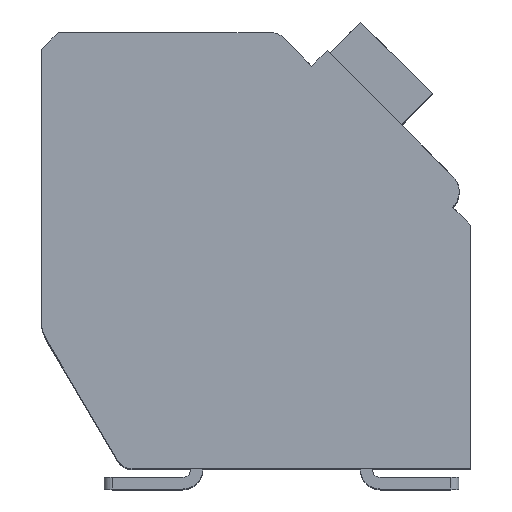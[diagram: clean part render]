
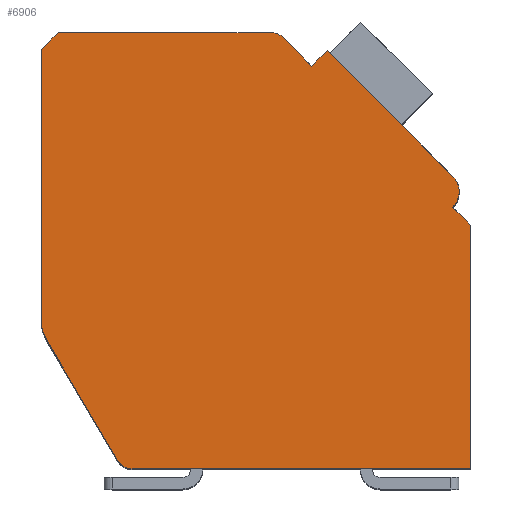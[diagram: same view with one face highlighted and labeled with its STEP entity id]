
A CAD part, top view. The second image highlights one B-rep face of the part: STEP entity #6906.
In plain terms, the highlighted planar face has unit normal (0, 0, 1).
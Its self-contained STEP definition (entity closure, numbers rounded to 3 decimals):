
#199=DIRECTION('',(0.,-1.,0.));
#200=VECTOR('',#199,8.053);
#201=CARTESIAN_POINT('',(-12.7,12.4,2.1));
#202=LINE('',#201,#200);
#203=DIRECTION('',(-0.707,-0.707,0.));
#204=VECTOR('',#203,0.707);
#205=CARTESIAN_POINT('',(-12.2,12.9,2.1));
#206=LINE('',#205,#204);
#207=DIRECTION('',(-1.,0.,0.));
#208=VECTOR('',#207,6.298);
#209=CARTESIAN_POINT('',(-5.902,12.9,2.1));
#210=LINE('',#209,#208);
#211=CARTESIAN_POINT('',(-5.902,12.4,2.1));
#212=DIRECTION('',(0.,0.,1.));
#213=DIRECTION('',(0.707,0.707,0.));
#214=AXIS2_PLACEMENT_3D('',#211,#212,#213);
#216=DIRECTION('',(-0.707,0.707,0.));
#217=VECTOR('',#216,1.197);
#218=CARTESIAN_POINT('',(-4.702,11.907,2.1));
#219=LINE('',#218,#217);
#220=DIRECTION('',(-0.707,-0.707,0.));
#221=VECTOR('',#220,0.65);
#222=CARTESIAN_POINT('',(-4.243,12.367,2.1));
#223=LINE('',#222,#221);
#224=DIRECTION('',(-0.707,0.707,0.));
#225=VECTOR('',#224,5.25);
#226=CARTESIAN_POINT('',(-0.53,8.655,2.1));
#227=LINE('',#226,#225);
#228=CARTESIAN_POINT('',(-0.99,8.195,2.1));
#229=DIRECTION('',(0.,0.,1.));
#230=DIRECTION('',(0.707,-0.707,0.));
#231=AXIS2_PLACEMENT_3D('',#228,#229,#230);
#233=DIRECTION('',(-0.707,0.707,0.));
#234=VECTOR('',#233,0.75);
#235=CARTESIAN_POINT('',(0.,7.205,2.1));
#236=LINE('',#235,#234);
#237=DIRECTION('',(0.,1.,0.));
#238=VECTOR('',#237,7.205);
#239=CARTESIAN_POINT('',(0.,0.,2.1));
#240=LINE('',#239,#238);
#241=DIRECTION('',(1.,0.,0.));
#242=VECTOR('',#241,10.014);
#243=CARTESIAN_POINT('',(-10.014,0.,2.1));
#244=LINE('',#243,#242);
#245=CARTESIAN_POINT('',(-10.014,0.5,2.1));
#246=DIRECTION('',(0.,0.,1.));
#247=DIRECTION('',(-0.862,-0.508,0.));
#248=AXIS2_PLACEMENT_3D('',#245,#246,#247);
#250=DIRECTION('',(0.508,-0.862,0.));
#251=VECTOR('',#250,4.17);
#252=CARTESIAN_POINT('',(-12.562,3.839,2.1));
#253=LINE('',#252,#251);
#254=CARTESIAN_POINT('',(-11.7,4.347,2.1));
#255=DIRECTION('',(0.,0.,1.));
#256=DIRECTION('',(-1.,0.,0.));
#257=AXIS2_PLACEMENT_3D('',#254,#255,#256);
#5162=CARTESIAN_POINT('',(-12.7,12.4,2.1));
#5163=CARTESIAN_POINT('',(-12.7,4.347,2.1));
#5164=VERTEX_POINT('',#5162);
#5165=VERTEX_POINT('',#5163);
#5166=CARTESIAN_POINT('',(-12.562,3.839,2.1));
#5167=VERTEX_POINT('',#5166);
#5168=CARTESIAN_POINT('',(-10.445,0.246,2.1));
#5169=VERTEX_POINT('',#5168);
#5170=CARTESIAN_POINT('',(-10.014,0.,2.1));
#5171=VERTEX_POINT('',#5170);
#5172=CARTESIAN_POINT('',(0.,0.,2.1));
#5173=VERTEX_POINT('',#5172);
#5174=CARTESIAN_POINT('',(0.,7.205,2.1));
#5175=VERTEX_POINT('',#5174);
#5176=CARTESIAN_POINT('',(-0.53,7.735,2.1));
#5177=VERTEX_POINT('',#5176);
#5178=CARTESIAN_POINT('',(-0.53,8.655,2.1));
#5179=VERTEX_POINT('',#5178);
#5180=CARTESIAN_POINT('',(-4.243,12.367,2.1));
#5181=VERTEX_POINT('',#5180);
#5182=CARTESIAN_POINT('',(-4.702,11.907,2.1));
#5183=VERTEX_POINT('',#5182);
#5184=CARTESIAN_POINT('',(-5.548,12.754,2.1));
#5185=VERTEX_POINT('',#5184);
#5186=CARTESIAN_POINT('',(-5.902,12.9,2.1));
#5187=VERTEX_POINT('',#5186);
#5188=CARTESIAN_POINT('',(-12.2,12.9,2.1));
#5189=VERTEX_POINT('',#5188);
#6873=CARTESIAN_POINT('',(0.,0.,2.1));
#6874=DIRECTION('',(0.,0.,1.));
#6875=DIRECTION('',(1.,0.,0.));
#6876=AXIS2_PLACEMENT_3D('',#6873,#6874,#6875);
#6877=PLANE('',#6876);
#6878=ORIENTED_EDGE('',*,*,#6718,.F.);
#6880=ORIENTED_EDGE('',*,*,#6879,.F.);
#6882=ORIENTED_EDGE('',*,*,#6881,.F.);
#6884=ORIENTED_EDGE('',*,*,#6883,.F.);
#6886=ORIENTED_EDGE('',*,*,#6885,.F.);
#6888=ORIENTED_EDGE('',*,*,#6887,.F.);
#6890=ORIENTED_EDGE('',*,*,#6889,.F.);
#6892=ORIENTED_EDGE('',*,*,#6891,.F.);
#6894=ORIENTED_EDGE('',*,*,#6893,.F.);
#6896=ORIENTED_EDGE('',*,*,#6895,.F.);
#6898=ORIENTED_EDGE('',*,*,#6897,.F.);
#6900=ORIENTED_EDGE('',*,*,#6899,.F.);
#6902=ORIENTED_EDGE('',*,*,#6901,.F.);
#6903=ORIENTED_EDGE('',*,*,#6791,.F.);
#6904=EDGE_LOOP('',(#6878,#6880,#6882,#6884,#6886,#6888,#6890,#6892,#6894,#6896,
#6898,#6900,#6902,#6903));
#6905=FACE_OUTER_BOUND('',#6904,.F.);
#215=CIRCLE('',#214,0.5);
#232=CIRCLE('',#231,0.65);
#249=CIRCLE('',#248,0.5);
#258=CIRCLE('',#257,1.);
#6718=EDGE_CURVE('',#5164,#5165,#202,.T.);
#6791=EDGE_CURVE('',#5165,#5167,#258,.T.);
#6879=EDGE_CURVE('',#5189,#5164,#206,.T.);
#6881=EDGE_CURVE('',#5187,#5189,#210,.T.);
#6883=EDGE_CURVE('',#5185,#5187,#215,.T.);
#6885=EDGE_CURVE('',#5183,#5185,#219,.T.);
#6887=EDGE_CURVE('',#5181,#5183,#223,.T.);
#6889=EDGE_CURVE('',#5179,#5181,#227,.T.);
#6891=EDGE_CURVE('',#5177,#5179,#232,.T.);
#6893=EDGE_CURVE('',#5175,#5177,#236,.T.);
#6895=EDGE_CURVE('',#5173,#5175,#240,.T.);
#6897=EDGE_CURVE('',#5171,#5173,#244,.T.);
#6899=EDGE_CURVE('',#5169,#5171,#249,.T.);
#6901=EDGE_CURVE('',#5167,#5169,#253,.T.);
#6906=ADVANCED_FACE('',(#6905),#6877,.T.);
